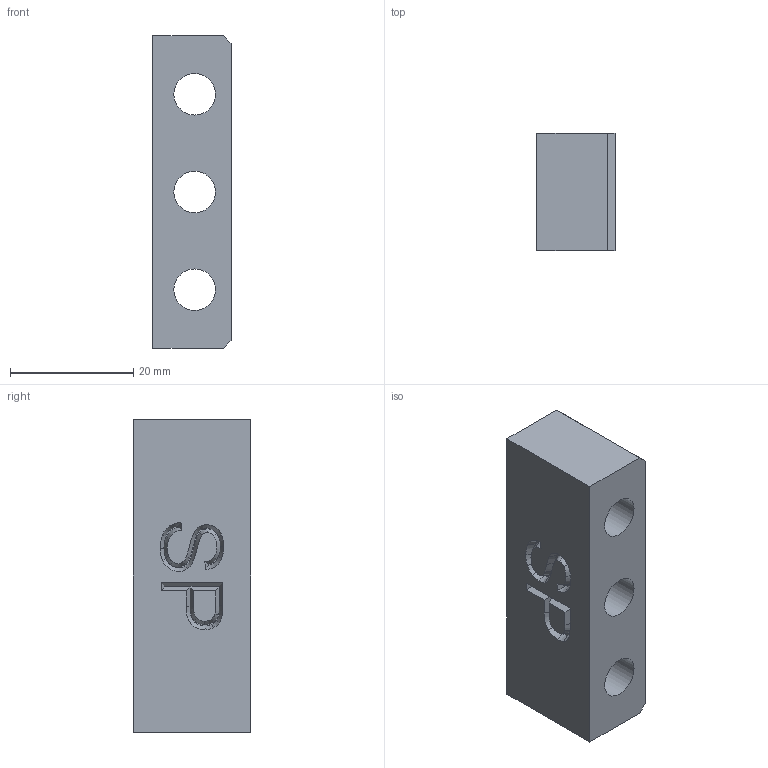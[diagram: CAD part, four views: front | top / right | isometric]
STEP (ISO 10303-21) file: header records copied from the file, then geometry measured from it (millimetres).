
FILE_DESCRIPTION(/* description */ (''),/* implementation_level */ '2;1');
FILE_NAME(/* name */ 'Cross-Brace Spacer.step',/* time_stamp */ '2023-09-19T19:24:24-04:00',/* author */ (''),/* organization */ (''),/* preprocessor_version */ 'ST-DEVELOPER v20',/* originating_system */ 'Autodesk Translation Framework v12.9.0.99',/* authorisation */ '');
FILE_SCHEMA (('AUTOMOTIVE_DESIGN { 1 0 10303 214 3 1 1 }'));
Length unit declared in the file: inch
Products named in the file (1): Cross-Brace Spacer
Bounding box: 12.7 x 19.05 x 50.8 mm (x, y, z)
Volume: 10168.2 mm3; surface area: 4753.8 mm2
Topology: 1 solids, 1 shells, 68 faces, 189 edges, 126 vertices
Faces by surface type: bspline 44, plane 21, cylinder 3
Full cylindrical faces by diameter (mm): 6.756 x3
Entity records: 3663 total; most frequent: CARTESIAN_POINT 2263, ORIENTED_EDGE 378, EDGE_CURVE 189, B_SPLINE_CURVE_WITH_KNOTS 135, VERTEX_POINT 126, DIRECTION 110, EDGE_LOOP 77, FACE_OUTER_BOUND 68
